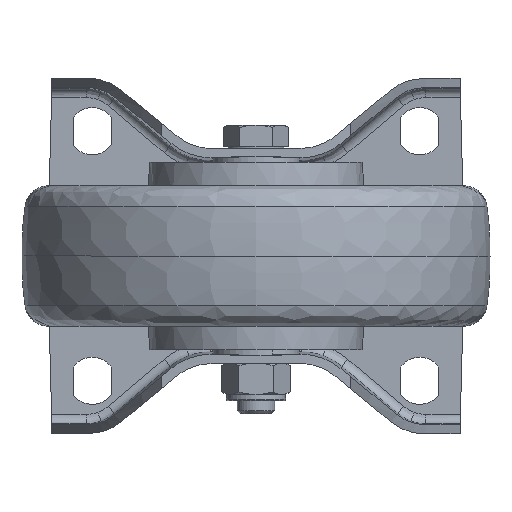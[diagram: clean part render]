
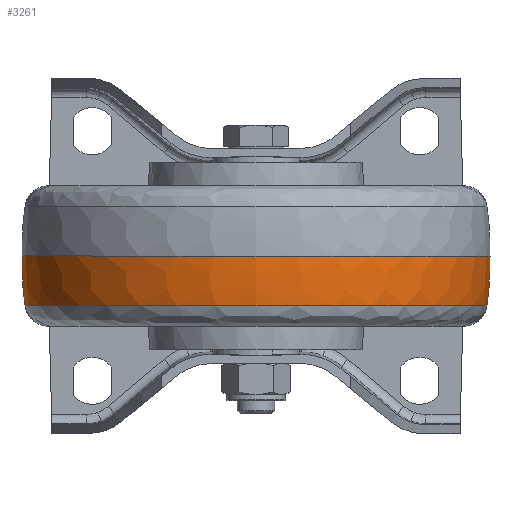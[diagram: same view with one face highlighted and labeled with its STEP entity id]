
A CAD part, front view. The second image highlights one B-rep face of the part: STEP entity #3261.
In plain terms, the highlighted toroidal (fillet/blend) face has major radius 24.98 mm and minor radius 100 mm.
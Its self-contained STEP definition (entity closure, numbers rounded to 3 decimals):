
#53 = VERTEX_POINT ( 'NONE', #1326 ) ;
#142 = DIRECTION ( 'NONE',  ( 1., 0., 0. ) ) ;
#1274 = CARTESIAN_POINT ( 'NONE',  ( 24.98, -120., -2.024 ) ) ;
#1326 = CARTESIAN_POINT ( 'NONE',  ( -74.038, -120., -16.007 ) ) ;
#1400 = CARTESIAN_POINT ( 'NONE',  ( -24.98, -120., -2.024 ) ) ;
#1447 = CARTESIAN_POINT ( 'NONE',  ( 0., -120., -16.007 ) ) ;
#1838 = AXIS2_PLACEMENT_3D ( 'NONE', #1274, #14727, #5299 ) ;
#1996 = TOROIDAL_SURFACE ( 'NONE', #3710, -24.98, 100. ) ;
#2380 = AXIS2_PLACEMENT_3D ( 'NONE', #8725, #11355, #3360 ) ;
#2505 = CIRCLE ( 'NONE', #14354, 74.038 ) ;
#2870 = DIRECTION ( 'NONE',  ( 1., 0., 0. ) ) ;
#2879 = EDGE_CURVE ( 'NONE', #12323, #7179, #8271, .T. ) ;
#3261 = ADVANCED_FACE ( 'NONE', ( #14963 ), #1996, .T. ) ;
#3360 = DIRECTION ( 'NONE',  ( -1., 0., 0. ) ) ;
#3710 = AXIS2_PLACEMENT_3D ( 'NONE', #13796, #9632, #16482 ) ;
#5298 = AXIS2_PLACEMENT_3D ( 'NONE', #1400, #8142, #142 ) ;
#5299 = DIRECTION ( 'NONE',  ( -1., 0., 0. ) ) ;
#5688 = ORIENTED_EDGE ( 'NONE', *, *, #11309, .T. ) ;
#6304 = CARTESIAN_POINT ( 'NONE',  ( 75., -120., 0. ) ) ;
#6568 = CARTESIAN_POINT ( 'NONE',  ( 74.038, -120., -16.007 ) ) ;
#7179 = VERTEX_POINT ( 'NONE', #15221 ) ;
#8034 = ORIENTED_EDGE ( 'NONE', *, *, #14594, .F. ) ;
#8142 = DIRECTION ( 'NONE',  ( 0., -1., 0. ) ) ;
#8271 = CIRCLE ( 'NONE', #2380, 75. ) ;
#8725 = CARTESIAN_POINT ( 'NONE',  ( 0., -120., 0. ) ) ;
#9632 = DIRECTION ( 'NONE',  ( 0., 0., 1. ) ) ;
#11032 = ORIENTED_EDGE ( 'NONE', *, *, #13585, .T. ) ;
#11182 = CIRCLE ( 'NONE', #5298, 100. ) ;
#11309 = EDGE_CURVE ( 'NONE', #11941, #12323, #11182, .T. ) ;
#11355 = DIRECTION ( 'NONE',  ( 0., 0., -1. ) ) ;
#11941 = VERTEX_POINT ( 'NONE', #6568 ) ;
#12064 = DIRECTION ( 'NONE',  ( 0., 0., 1. ) ) ;
#12323 = VERTEX_POINT ( 'NONE', #6304 ) ;
#12714 = ORIENTED_EDGE ( 'NONE', *, *, #2879, .T. ) ;
#12923 = CIRCLE ( 'NONE', #1838, 100. ) ;
#13585 = EDGE_CURVE ( 'NONE', #53, #11941, #2505, .T. ) ;
#13796 = CARTESIAN_POINT ( 'NONE',  ( 0., -120., -2.024 ) ) ;
#14354 = AXIS2_PLACEMENT_3D ( 'NONE', #1447, #12064, #2870 ) ;
#14594 = EDGE_CURVE ( 'NONE', #53, #7179, #12923, .T. ) ;
#14727 = DIRECTION ( 'NONE',  ( 0., 1., 0. ) ) ;
#14963 = FACE_OUTER_BOUND ( 'NONE', #16571, .T. ) ;
#15221 = CARTESIAN_POINT ( 'NONE',  ( -75., -120., 0. ) ) ;
#16482 = DIRECTION ( 'NONE',  ( 1., 0., 0. ) ) ;
#16571 = EDGE_LOOP ( 'NONE', ( #8034, #11032, #5688, #12714 ) ) ;
